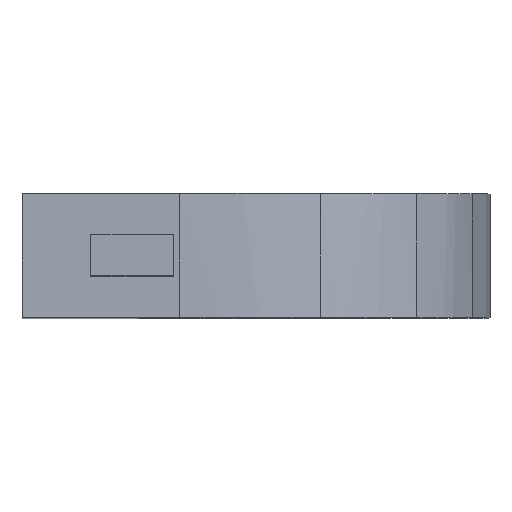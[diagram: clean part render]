
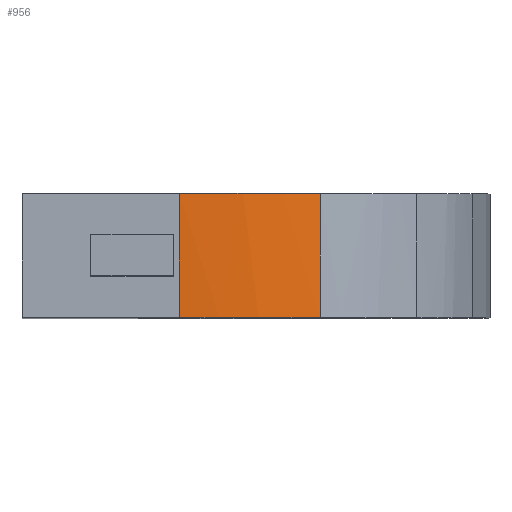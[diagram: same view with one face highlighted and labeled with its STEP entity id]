
A CAD part, top view. The second image highlights one B-rep face of the part: STEP entity #956.
In plain terms, the highlighted free-form (B-spline) face has degree [3, 1] with [5, 2] control points.
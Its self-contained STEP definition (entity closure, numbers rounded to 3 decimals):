
#30=B_SPLINE_SURFACE_WITH_KNOTS('',3,1,((#1474,#1475),(#1476,#1477),(#1478,
#1479),(#1480,#1481),(#1482,#1483)),.UNSPECIFIED.,.F.,.F.,.F.,(4,1,4),(2,
2),(-0.693,-0.323,0.),(-0.3,0.3),.UNSPECIFIED.);
#57=B_SPLINE_CURVE_WITH_KNOTS('',3,(#1237,#1238,#1239,#1240,#1241),
 .UNSPECIFIED.,.F.,.F.,(4,1,4),(0.,0.323,0.693),
 .UNSPECIFIED.);
#76=B_SPLINE_CURVE_WITH_KNOTS('',3,(#1485,#1486,#1487,#1488,#1489),
 .UNSPECIFIED.,.F.,.F.,(4,1,4),(-0.693,-0.323,0.),
 .UNSPECIFIED.);
#125=FACE_OUTER_BOUND('',#180,.T.);
#180=EDGE_LOOP('',(#717,#718,#719,#720));
#253=LINE('',#1473,#340);
#254=LINE('',#1490,#341);
#340=VECTOR('',#1091,10.);
#341=VECTOR('',#1092,10.);
#406=VERTEX_POINT('',#1230);
#407=VERTEX_POINT('',#1236);
#434=VERTEX_POINT('',#1467);
#435=VERTEX_POINT('',#1484);
#504=EDGE_CURVE('',#406,#407,#57,.T.);
#544=EDGE_CURVE('',#406,#434,#253,.T.);
#545=EDGE_CURVE('',#435,#434,#76,.T.);
#546=EDGE_CURVE('',#407,#435,#254,.T.);
#717=ORIENTED_EDGE('',*,*,#544,.T.);
#718=ORIENTED_EDGE('',*,*,#545,.F.);
#719=ORIENTED_EDGE('',*,*,#546,.F.);
#720=ORIENTED_EDGE('',*,*,#504,.F.);
#956=ADVANCED_FACE('',(#125),#30,.T.);
#1091=DIRECTION('',(0.,1.,0.));
#1092=DIRECTION('',(0.,1.,0.));
#1230=CARTESIAN_POINT('',(16.235,-3.,28.91));
#1236=CARTESIAN_POINT('',(9.418,-3.,30.));
#1237=CARTESIAN_POINT('Ctrl Pts',(16.235,-3.,28.91));
#1238=CARTESIAN_POINT('Ctrl Pts',(15.2,-3.,29.227));
#1239=CARTESIAN_POINT('Ctrl Pts',(12.981,-3.,29.908));
#1240=CARTESIAN_POINT('Ctrl Pts',(10.658,-3.,29.968));
#1241=CARTESIAN_POINT('Ctrl Pts',(9.418,-3.,30.));
#1467=CARTESIAN_POINT('',(16.235,3.,28.91));
#1473=CARTESIAN_POINT('',(16.235,0.,28.91));
#1474=CARTESIAN_POINT('Ctrl Pts',(9.418,-3.,30.));
#1475=CARTESIAN_POINT('Ctrl Pts',(9.418,3.,30.));
#1476=CARTESIAN_POINT('Ctrl Pts',(10.658,-3.,29.968));
#1477=CARTESIAN_POINT('Ctrl Pts',(10.658,3.,29.968));
#1478=CARTESIAN_POINT('Ctrl Pts',(12.981,-3.,29.908));
#1479=CARTESIAN_POINT('Ctrl Pts',(12.981,3.,29.908));
#1480=CARTESIAN_POINT('Ctrl Pts',(15.2,-3.,29.227));
#1481=CARTESIAN_POINT('Ctrl Pts',(15.2,3.,29.227));
#1482=CARTESIAN_POINT('Ctrl Pts',(16.235,-3.,28.91));
#1483=CARTESIAN_POINT('Ctrl Pts',(16.235,3.,28.91));
#1484=CARTESIAN_POINT('',(9.418,3.,30.));
#1485=CARTESIAN_POINT('Ctrl Pts',(9.418,3.,30.));
#1486=CARTESIAN_POINT('Ctrl Pts',(10.658,3.,29.968));
#1487=CARTESIAN_POINT('Ctrl Pts',(12.981,3.,29.908));
#1488=CARTESIAN_POINT('Ctrl Pts',(15.2,3.,29.227));
#1489=CARTESIAN_POINT('Ctrl Pts',(16.235,3.,28.91));
#1490=CARTESIAN_POINT('',(9.418,0.,30.));
